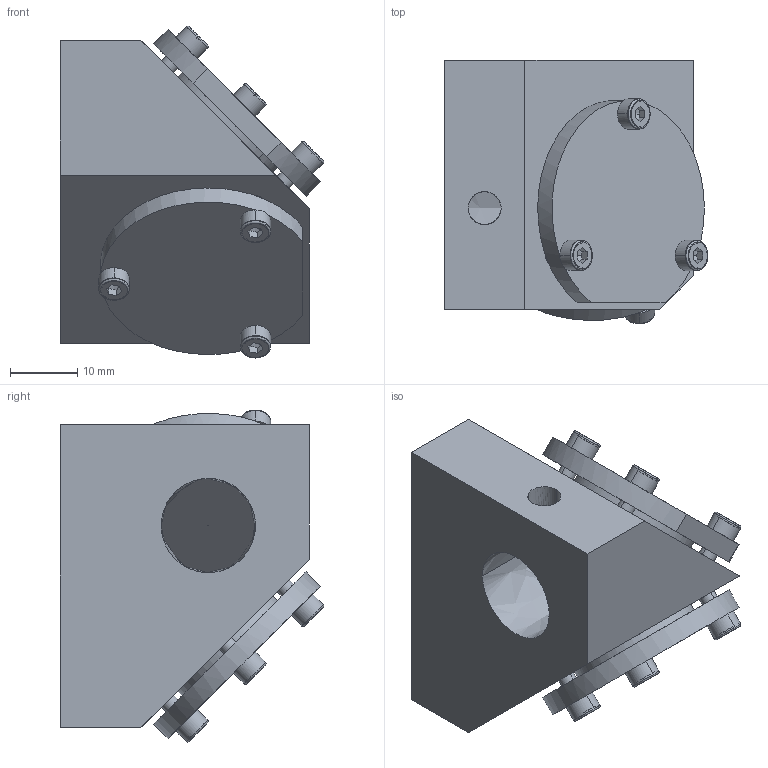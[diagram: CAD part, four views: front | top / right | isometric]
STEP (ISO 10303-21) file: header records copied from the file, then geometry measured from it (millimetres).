
FILE_DESCRIPTION(/* description */ (''),/* implementation_level */ '2;1');
FILE_NAME(/* name */ '04-PUR~1',/* time_stamp */ '2022-03-23T11:57:33+03:00',/* author */ (''),/* organization */ (''),/* preprocessor_version */ 'ST-DEVELOPER v15',/* originating_system */ '',/* authorisation */ '');
FILE_SCHEMA (('AUTOMOTIVE_DESIGN'));
Length unit declared in the file: millimetre
Products named in the file (3): Document; Block 01
Assembly tree (2 placements, depth 3):
  Document
    Document
      Block 01
Bounding box: 39.16 x 39.16 x 49.31 mm (x, y, z)
Volume: 16.4 mm3; surface area: 14969.7 mm2
Topology: 12 solids, 19 shells, 250 faces, 726 edges, 487 vertices
Faces by surface type: bspline 250
Entity records: 22534 total; most frequent: CARTESIAN_POINT 14229, ORIENTED_EDGE 1330, PCURVE 1330, DEFINITIONAL_REPRESENTATION 1330, B_SPLINE_CURVE_WITH_KNOTS 1205, SURFACE_CURVE 710, EDGE_CURVE 710, VERTEX_POINT 487
